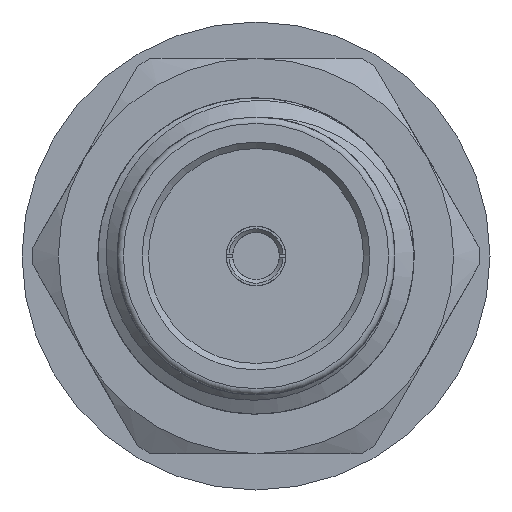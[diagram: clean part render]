
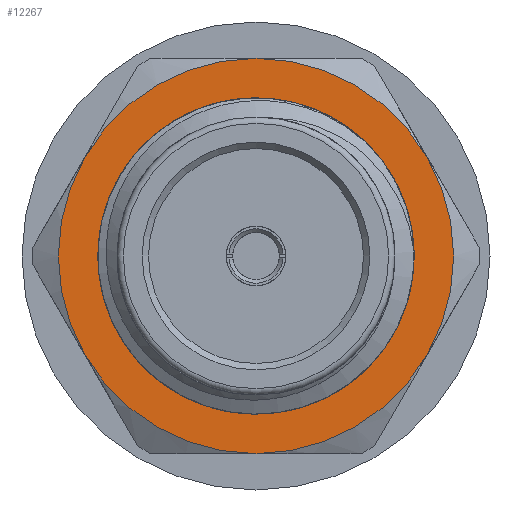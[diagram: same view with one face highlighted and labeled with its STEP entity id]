
A CAD part, left-side view. The second image highlights one B-rep face of the part: STEP entity #12267.
In plain terms, the highlighted planar face has unit normal (-1, 0, 0).
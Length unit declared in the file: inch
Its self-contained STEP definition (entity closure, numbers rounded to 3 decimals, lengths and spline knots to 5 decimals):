
#46 = CARTESIAN_POINT ( 'NONE',  ( 0.232, 0., 0. ) ) ;
#159 = CARTESIAN_POINT ( 'NONE',  ( 0.232, 0., 0.15625 ) ) ;
#374 = CARTESIAN_POINT ( 'NONE',  ( 0.232, -0.13532, 0.07813 ) ) ;
#922 = DIRECTION ( 'NONE',  ( -1., 0., 0. ) ) ;
#981 = EDGE_CURVE ( 'NONE', #11327, #11327, #13860, .T. ) ;
#1224 = DIRECTION ( 'NONE',  ( 0., -1., 0. ) ) ;
#1398 = CARTESIAN_POINT ( 'NONE',  ( 0.232, 0., 0. ) ) ;
#1416 = AXIS2_PLACEMENT_3D ( 'NONE', #1398, #2635, #14166 ) ;
#1578 = DIRECTION ( 'NONE',  ( 0., -1., 0. ) ) ;
#2192 = EDGE_LOOP ( 'NONE', ( #4976 ) ) ;
#2303 = EDGE_CURVE ( 'NONE', #13490, #4470, #3652, .T. ) ;
#2315 = DIRECTION ( 'NONE',  ( 0., 0., 1. ) ) ;
#2372 = CIRCLE ( 'NONE', #12849, 0.15625 ) ;
#2531 = DIRECTION ( 'NONE',  ( -1., 0., 0. ) ) ;
#2635 = DIRECTION ( 'NONE',  ( -1., 0., 0. ) ) ;
#2651 = CIRCLE ( 'NONE', #1416, 0.15625 ) ;
#2735 = DIRECTION ( 'NONE',  ( -1., 0., 0. ) ) ;
#2810 = EDGE_CURVE ( 'NONE', #10034, #5157, #5119, .T. ) ;
#3326 = FACE_OUTER_BOUND ( 'NONE', #14948, .T. ) ;
#3652 = CIRCLE ( 'NONE', #8531, 0.15625 ) ;
#3677 = CIRCLE ( 'NONE', #12198, 0.15625 ) ;
#3729 = VERTEX_POINT ( 'NONE', #3918 ) ;
#3863 = DIRECTION ( 'NONE',  ( -1., 0., 0. ) ) ;
#3918 = CARTESIAN_POINT ( 'NONE',  ( 0.232, 0., -0.15625 ) ) ;
#4063 = CARTESIAN_POINT ( 'NONE',  ( 0.232, 0.13532, -0.07813 ) ) ;
#4154 = ORIENTED_EDGE ( 'NONE', *, *, #2303, .T. ) ;
#4168 = CARTESIAN_POINT ( 'NONE',  ( 0.232, -0.10989, 0. ) ) ;
#4470 = VERTEX_POINT ( 'NONE', #4477 ) ;
#4477 = CARTESIAN_POINT ( 'NONE',  ( 0.232, 0.13532, 0.07813 ) ) ;
#4504 = ORIENTED_EDGE ( 'NONE', *, *, #2810, .T. ) ;
#4821 = EDGE_CURVE ( 'NONE', #4470, #14582, #2651, .T. ) ;
#4976 = ORIENTED_EDGE ( 'NONE', *, *, #981, .F. ) ;
#5008 = CARTESIAN_POINT ( 'NONE',  ( 0.232, 0., 0. ) ) ;
#5119 = CIRCLE ( 'NONE', #13183, 0.15625 ) ;
#5157 = VERTEX_POINT ( 'NONE', #374 ) ;
#6254 = CARTESIAN_POINT ( 'NONE',  ( 0.232, 0., 0. ) ) ;
#6308 = AXIS2_PLACEMENT_3D ( 'NONE', #7357, #2531, #1224 ) ;
#6553 = EDGE_CURVE ( 'NONE', #3729, #10034, #2372, .T. ) ;
#6673 = DIRECTION ( 'NONE',  ( 0., -1., 0. ) ) ;
#7015 = ORIENTED_EDGE ( 'NONE', *, *, #6553, .T. ) ;
#7357 = CARTESIAN_POINT ( 'NONE',  ( 0.232, 0., 0. ) ) ;
#7834 = DIRECTION ( 'NONE',  ( 0., -1., 0. ) ) ;
#8531 = AXIS2_PLACEMENT_3D ( 'NONE', #6254, #12328, #11033 ) ;
#8659 = AXIS2_PLACEMENT_3D ( 'NONE', #46, #2735, #1578 ) ;
#8995 = ORIENTED_EDGE ( 'NONE', *, *, #4821, .T. ) ;
#9327 = DIRECTION ( 'NONE',  ( -1., 0., 0. ) ) ;
#10034 = VERTEX_POINT ( 'NONE', #11872 ) ;
#10616 = ORIENTED_EDGE ( 'NONE', *, *, #13966, .T. ) ;
#10839 = ORIENTED_EDGE ( 'NONE', *, *, #12955, .T. ) ;
#11033 = DIRECTION ( 'NONE',  ( 0., -1., 0. ) ) ;
#11327 = VERTEX_POINT ( 'NONE', #4168 ) ;
#11477 = PLANE ( 'NONE',  #12597 ) ;
#11832 = CIRCLE ( 'NONE', #8659, 0.15625 ) ;
#11872 = CARTESIAN_POINT ( 'NONE',  ( 0.232, -0.13532, -0.07813 ) ) ;
#12198 = AXIS2_PLACEMENT_3D ( 'NONE', #12375, #922, #6673 ) ;
#12267 = ADVANCED_FACE ( 'NONE', ( #15075, #3326 ), #11477, .T. ) ;
#12328 = DIRECTION ( 'NONE',  ( -1., 0., 0. ) ) ;
#12375 = CARTESIAN_POINT ( 'NONE',  ( 0.232, 0., 0. ) ) ;
#12597 = AXIS2_PLACEMENT_3D ( 'NONE', #13923, #9327, #2315 ) ;
#12849 = AXIS2_PLACEMENT_3D ( 'NONE', #13620, #14488, #7834 ) ;
#12955 = EDGE_CURVE ( 'NONE', #5157, #13490, #11832, .T. ) ;
#13175 = DIRECTION ( 'NONE',  ( 0., -1., 0. ) ) ;
#13183 = AXIS2_PLACEMENT_3D ( 'NONE', #5008, #3863, #13175 ) ;
#13490 = VERTEX_POINT ( 'NONE', #159 ) ;
#13620 = CARTESIAN_POINT ( 'NONE',  ( 0.232, 0., 0. ) ) ;
#13860 = CIRCLE ( 'NONE', #6308, 0.10989 ) ;
#13923 = CARTESIAN_POINT ( 'NONE',  ( 0.232, 0., 0. ) ) ;
#13966 = EDGE_CURVE ( 'NONE', #14582, #3729, #3677, .T. ) ;
#14166 = DIRECTION ( 'NONE',  ( 0., -1., 0. ) ) ;
#14488 = DIRECTION ( 'NONE',  ( -1., 0., 0. ) ) ;
#14582 = VERTEX_POINT ( 'NONE', #4063 ) ;
#14948 = EDGE_LOOP ( 'NONE', ( #4504, #10839, #4154, #8995, #10616, #7015 ) ) ;
#15075 = FACE_BOUND ( 'NONE', #2192, .T. ) ;
